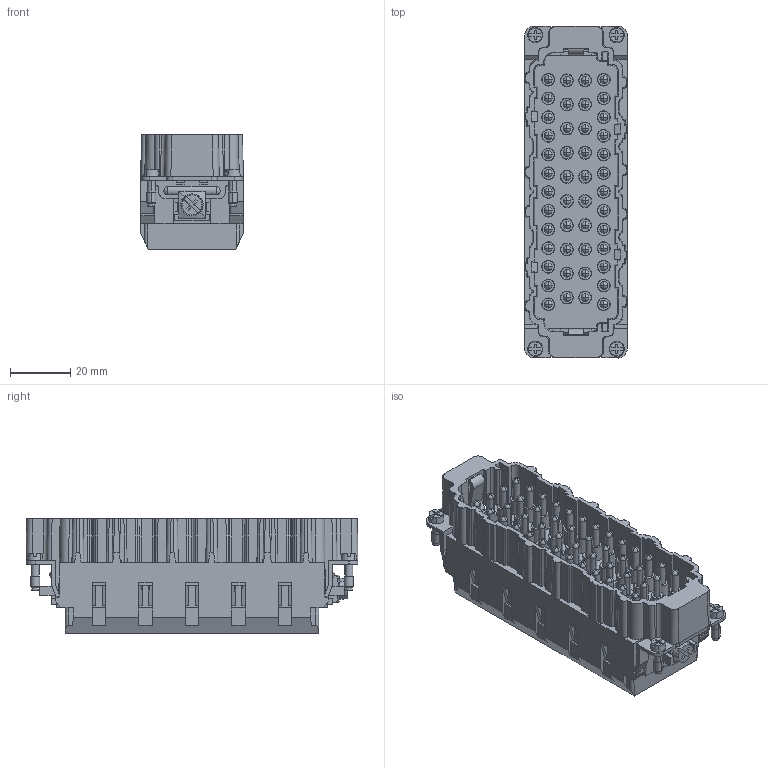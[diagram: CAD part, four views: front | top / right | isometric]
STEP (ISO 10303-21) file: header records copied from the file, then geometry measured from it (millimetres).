
FILE_DESCRIPTION(('CATIA V5 STEP Exchange','CAx-IF Rec.Pracs.--- Model Styling and Organization---1.5--- 2016-08-15','CAx-IF Rec.Pracs.---Supplemental Geometry---1.0---2011-11-01','CAx-IF Rec.Pracs.--- Composite Materials ---1.1---2010-07-15'),'2;1');
FILE_NAME ('2001677-5_0', '2024-10-16T09:16:40+00:00', ('none'), ('Weidmueller'), 'CATIA Version 5-6 Release 2022 SP4 HF5', 'CATIA V5 STEP AP214 v3', 'none');
FILE_SCHEMA(('AUTOMOTIVE_DESIGN { 1 0 10303 214 1 1 1 1 }'));
Products named in the file (1): 3023980000
Bounding box: 33.9 x 110 x 38 mm (x, y, z)
Volume: 73280.8 mm3; surface area: 39584 mm2
Topology: 1 solids, 1 shells, 3138 faces, 8992 edges, 5800 vertices
Faces by surface type: plane 1942, cylinder 528, cone 434, sphere 188, extrusion 46
Entity records: 118020 total; most frequent: CARTESIAN_POINT 40768, ORIENTED_EDGE 17616, DIRECTION 11598, EDGE_CURVE 8808, VERTEX_POINT 5800, VECTOR 5403, LINE 5357, AXIS2_PLACEMENT_3D 3450
